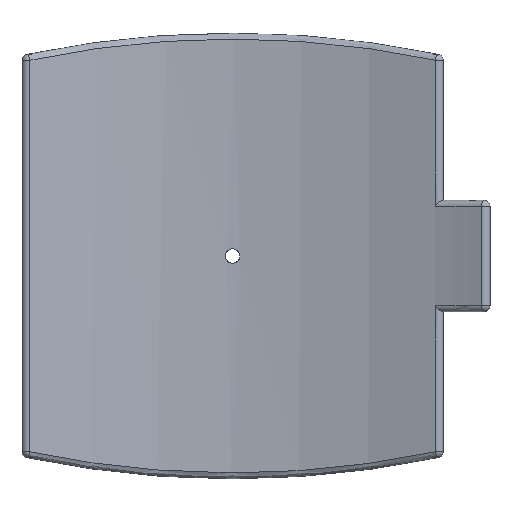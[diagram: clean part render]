
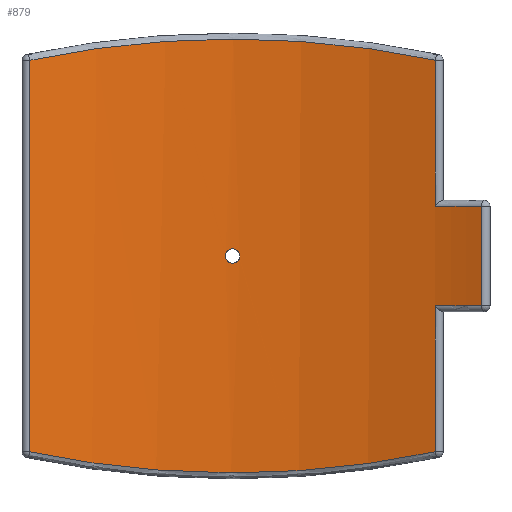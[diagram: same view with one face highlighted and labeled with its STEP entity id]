
A CAD part, front view. The second image highlights one B-rep face of the part: STEP entity #879.
In plain terms, the highlighted cylindrical face has radius 400 mm (diameter 800 mm), a partial arc.
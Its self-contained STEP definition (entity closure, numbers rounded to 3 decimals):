
#37=LINE('',#1998,#67);
#41=LINE('',#2069,#71);
#48=LINE('',#2110,#78);
#53=LINE('',#2209,#83);
#67=VECTOR('',#1194,67.);
#71=VECTOR('',#1210,98.258);
#78=VECTOR('',#1233,263.515);
#83=VECTOR('',#1258,98.258);
#101=B_SPLINE_CURVE_WITH_KNOTS('',3,(#1684,#1685,#1686,#1687,#1688,#1689,
#1690,#1691,#1692,#1693,#1694,#1695,#1696,#1697,#1698,#1699,#1700,#1701,
#1702,#1703,#1704,#1705,#1706,#1707,#1708,#1709,#1710,#1711,#1712,#1713,
#1714,#1715,#1716,#1717),.UNSPECIFIED.,.T.,.F.,(4,2,2,2,2,2,2,2,2,2,2,2,
2,2,2,2,4),(0.,0.181,0.362,0.542,0.723,
0.904,1.085,1.266,1.446,1.627,
1.808,1.989,2.17,2.351,2.531,
2.712,2.893),.UNSPECIFIED.);
#106=B_SPLINE_CURVE_WITH_KNOTS('',3,(#2051,#2052,#2053,#2054,#2055,#2056,
#2057),.UNSPECIFIED.,.F.,.F.,(4,1,1,1,4),(-32.996,-24.91,
-16.824,-8.738,-4.695),.UNSPECIFIED.);
#112=B_SPLINE_CURVE_WITH_KNOTS('',3,(#2185,#2186,#2187,#2188,#2189,#2190,
#2191),.UNSPECIFIED.,.F.,.F.,(4,1,1,1,4),(-29.957,-25.914,
-17.828,-9.742,-1.656),.UNSPECIFIED.);
#141=CYLINDRICAL_SURFACE('',#1005,400.);
#178=FACE_BOUND('',#331,.T.);
#242=FACE_OUTER_BOUND('',#330,.T.);
#330=EDGE_LOOP('',(#791,#792,#793,#794,#795,#796,#797,#798));
#331=EDGE_LOOP('',(#799));
#390=CIRCLE('',#980,400.);
#393=CIRCLE('',#988,400.);
#416=VERTEX_POINT('',#1683);
#433=VERTEX_POINT('',#1811);
#438=VERTEX_POINT('',#1887);
#447=VERTEX_POINT('',#1913);
#448=VERTEX_POINT('',#1917);
#453=VERTEX_POINT('',#1990);
#458=VERTEX_POINT('',#2006);
#460=VERTEX_POINT('',#2068);
#464=VERTEX_POINT('',#2114);
#488=EDGE_CURVE('',#416,#416,#101,.T.);
#540=EDGE_CURVE('',#453,#447,#37,.T.);
#546=EDGE_CURVE('',#448,#458,#106,.T.);
#549=EDGE_CURVE('',#458,#460,#41,.T.);
#552=EDGE_CURVE('',#460,#453,#390,.T.);
#561=EDGE_CURVE('',#438,#448,#48,.T.);
#563=EDGE_CURVE('',#447,#464,#393,.T.);
#571=EDGE_CURVE('',#433,#438,#112,.T.);
#575=EDGE_CURVE('',#464,#433,#53,.T.);
#791=ORIENTED_EDGE('',*,*,#546,.F.);
#792=ORIENTED_EDGE('',*,*,#561,.F.);
#793=ORIENTED_EDGE('',*,*,#571,.F.);
#794=ORIENTED_EDGE('',*,*,#575,.F.);
#795=ORIENTED_EDGE('',*,*,#563,.F.);
#796=ORIENTED_EDGE('',*,*,#540,.F.);
#797=ORIENTED_EDGE('',*,*,#552,.F.);
#798=ORIENTED_EDGE('',*,*,#549,.F.);
#799=ORIENTED_EDGE('',*,*,#488,.T.);
#879=ADVANCED_FACE('',(#242,#178),#141,.F.);
#980=AXIS2_PLACEMENT_3D('',#2085,#1215,#1216);
#988=AXIS2_PLACEMENT_3D('',#2115,#1238,#1239);
#1005=AXIS2_PLACEMENT_3D('',#2225,#1282,#1283);
#1194=DIRECTION('',(0.,0.,-1.));
#1210=DIRECTION('',(0.,0.,-1.));
#1215=DIRECTION('center_axis',(0.,0.,-1.));
#1216=DIRECTION('ref_axis',(0.394,0.919,0.));
#1233=DIRECTION('',(0.,0.,1.));
#1238=DIRECTION('center_axis',(0.,0.,1.));
#1239=DIRECTION('ref_axis',(0.394,0.919,0.));
#1258=DIRECTION('',(0.,0.,-1.));
#1282=DIRECTION('center_axis',(0.,0.,1.));
#1283=DIRECTION('ref_axis',(-1.,0.,0.));
#1683=CARTESIAN_POINT('',(4.8,399.971,0.));
#1684=CARTESIAN_POINT('Ctrl Pts',(4.8,399.971,0.));
#1685=CARTESIAN_POINT('Ctrl Pts',(4.8,399.971,-0.603));
#1686=CARTESIAN_POINT('Ctrl Pts',(4.68,399.973,-1.246));
#1687=CARTESIAN_POINT('Ctrl Pts',(4.19,399.978,-2.428));
#1688=CARTESIAN_POINT('Ctrl Pts',(3.82,399.982,-2.968));
#1689=CARTESIAN_POINT('Ctrl Pts',(2.968,399.989,-3.82));
#1690=CARTESIAN_POINT('Ctrl Pts',(2.428,399.993,-4.19));
#1691=CARTESIAN_POINT('Ctrl Pts',(1.246,399.998,-4.68));
#1692=CARTESIAN_POINT('Ctrl Pts',(0.603,400.,-4.8));
#1693=CARTESIAN_POINT('Ctrl Pts',(-0.603,400.,-4.8));
#1694=CARTESIAN_POINT('Ctrl Pts',(-1.246,399.998,-4.68));
#1695=CARTESIAN_POINT('Ctrl Pts',(-2.428,399.993,-4.19));
#1696=CARTESIAN_POINT('Ctrl Pts',(-2.968,399.989,-3.82));
#1697=CARTESIAN_POINT('Ctrl Pts',(-3.82,399.982,-2.968));
#1698=CARTESIAN_POINT('Ctrl Pts',(-4.19,399.978,-2.428));
#1699=CARTESIAN_POINT('Ctrl Pts',(-4.68,399.973,-1.246));
#1700=CARTESIAN_POINT('Ctrl Pts',(-4.8,399.971,-0.603));
#1701=CARTESIAN_POINT('Ctrl Pts',(-4.8,399.971,0.603));
#1702=CARTESIAN_POINT('Ctrl Pts',(-4.68,399.973,1.246));
#1703=CARTESIAN_POINT('Ctrl Pts',(-4.19,399.978,2.428));
#1704=CARTESIAN_POINT('Ctrl Pts',(-3.82,399.982,2.968));
#1705=CARTESIAN_POINT('Ctrl Pts',(-2.968,399.989,3.82));
#1706=CARTESIAN_POINT('Ctrl Pts',(-2.428,399.993,4.19));
#1707=CARTESIAN_POINT('Ctrl Pts',(-1.246,399.998,4.68));
#1708=CARTESIAN_POINT('Ctrl Pts',(-0.603,400.,4.8));
#1709=CARTESIAN_POINT('Ctrl Pts',(0.603,400.,4.8));
#1710=CARTESIAN_POINT('Ctrl Pts',(1.246,399.998,4.68));
#1711=CARTESIAN_POINT('Ctrl Pts',(2.428,399.993,4.19));
#1712=CARTESIAN_POINT('Ctrl Pts',(2.968,399.989,3.82));
#1713=CARTESIAN_POINT('Ctrl Pts',(3.82,399.982,2.968));
#1714=CARTESIAN_POINT('Ctrl Pts',(4.19,399.978,2.428));
#1715=CARTESIAN_POINT('Ctrl Pts',(4.68,399.973,1.246));
#1716=CARTESIAN_POINT('Ctrl Pts',(4.8,399.971,0.603));
#1717=CARTESIAN_POINT('Ctrl Pts',(4.8,399.971,0.));
#1811=CARTESIAN_POINT('',(136.386,376.03,-131.758));
#1887=CARTESIAN_POINT('',(-136.386,376.03,-131.758));
#1913=CARTESIAN_POINT('',(167.574,363.206,-33.5));
#1917=CARTESIAN_POINT('',(-136.386,376.03,131.758));
#1990=CARTESIAN_POINT('',(167.574,363.206,33.5));
#1998=CARTESIAN_POINT('',(167.574,363.206,0.));
#2006=CARTESIAN_POINT('',(136.386,376.03,131.758));
#2051=CARTESIAN_POINT('Ctrl Pts',(-136.386,376.03,131.758));
#2052=CARTESIAN_POINT('Ctrl Pts',(-111.768,384.959,136.955));
#2053=CARTESIAN_POINT('Ctrl Pts',(-60.294,398.131,144.853));
#2054=CARTESIAN_POINT('Ctrl Pts',(20.193,402.188,147.334));
#2055=CARTESIAN_POINT('Ctrl Pts',(86.331,392.139,141.229));
#2056=CARTESIAN_POINT('Ctrl Pts',(124.077,380.495,134.356));
#2057=CARTESIAN_POINT('Ctrl Pts',(136.386,376.03,131.758));
#2068=CARTESIAN_POINT('',(136.386,376.03,33.5));
#2069=CARTESIAN_POINT('',(136.386,376.03,0.));
#2085=CARTESIAN_POINT('Origin',(0.,0.,33.5));
#2110=CARTESIAN_POINT('',(-136.386,376.03,0.));
#2114=CARTESIAN_POINT('',(136.386,376.03,-33.5));
#2115=CARTESIAN_POINT('Origin',(0.,0.,-33.5));
#2185=CARTESIAN_POINT('Ctrl Pts',(136.386,376.03,-131.758));
#2186=CARTESIAN_POINT('Ctrl Pts',(124.077,380.495,-134.356));
#2187=CARTESIAN_POINT('Ctrl Pts',(86.331,392.139,-141.229));
#2188=CARTESIAN_POINT('Ctrl Pts',(20.193,402.188,-147.334));
#2189=CARTESIAN_POINT('Ctrl Pts',(-60.294,398.131,-144.853));
#2190=CARTESIAN_POINT('Ctrl Pts',(-111.768,384.959,-136.955));
#2191=CARTESIAN_POINT('Ctrl Pts',(-136.386,376.03,-131.758));
#2209=CARTESIAN_POINT('',(136.386,376.03,0.));
#2225=CARTESIAN_POINT('Origin',(0.,0.,0.));
